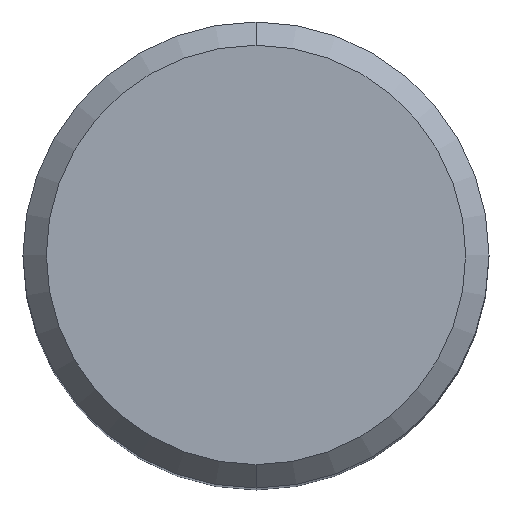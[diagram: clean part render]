
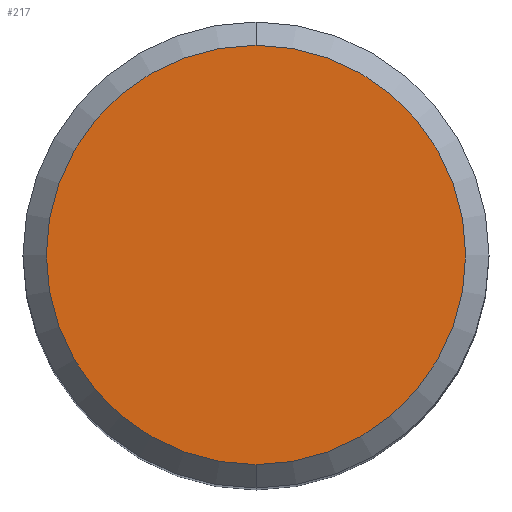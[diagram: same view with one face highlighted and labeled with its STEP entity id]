
A CAD part, top view. The second image highlights one B-rep face of the part: STEP entity #217.
In plain terms, the highlighted planar face has unit normal (0, 0, 1).
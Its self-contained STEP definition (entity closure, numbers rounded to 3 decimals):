
#189=EDGE_CURVE('',#253,#293,#498,.T.);
#217=ADVANCED_FACE('',(#529),#530,.T.);
#253=VERTEX_POINT('',#568);
#293=VERTEX_POINT('',#612);
#355=EDGE_CURVE('',#293,#253,#680,.T.);
#498=CIRCLE('',#830,9.0);
#529=FACE_OUTER_BOUND('',#880,.T.);
#530=PLANE('',#881);
#568=CARTESIAN_POINT('',(0.,-9.0,0.0));
#612=CARTESIAN_POINT('',(0.0,9.0,0.0));
#680=CIRCLE('',#1383,9.0);
#830=AXIS2_PLACEMENT_3D('',#1641,#1642,#1643);
#880=EDGE_LOOP('',(#1676,#1677));
#881=AXIS2_PLACEMENT_3D('',#1678,#1679,#1680);
#1383=AXIS2_PLACEMENT_3D('',#1830,#1831,#1832);
#1641=CARTESIAN_POINT('',(0.0,0.0,0.0));
#1642=DIRECTION('',(0.0,0.0,-1.0));
#1643=DIRECTION('',(0.0,1.0,0.0));
#1676=ORIENTED_EDGE('',*,*,#355,.F.);
#1677=ORIENTED_EDGE('',*,*,#189,.F.);
#1678=CARTESIAN_POINT('',(0.0,4.5,0.0));
#1679=DIRECTION('',(-0.0,0.0,1.0));
#1680=DIRECTION('',(0.0,-1.0,0.0));
#1830=CARTESIAN_POINT('',(0.0,0.0,0.0));
#1831=DIRECTION('',(0.0,0.0,-1.0));
#1832=DIRECTION('',(0.0,1.0,0.0));
